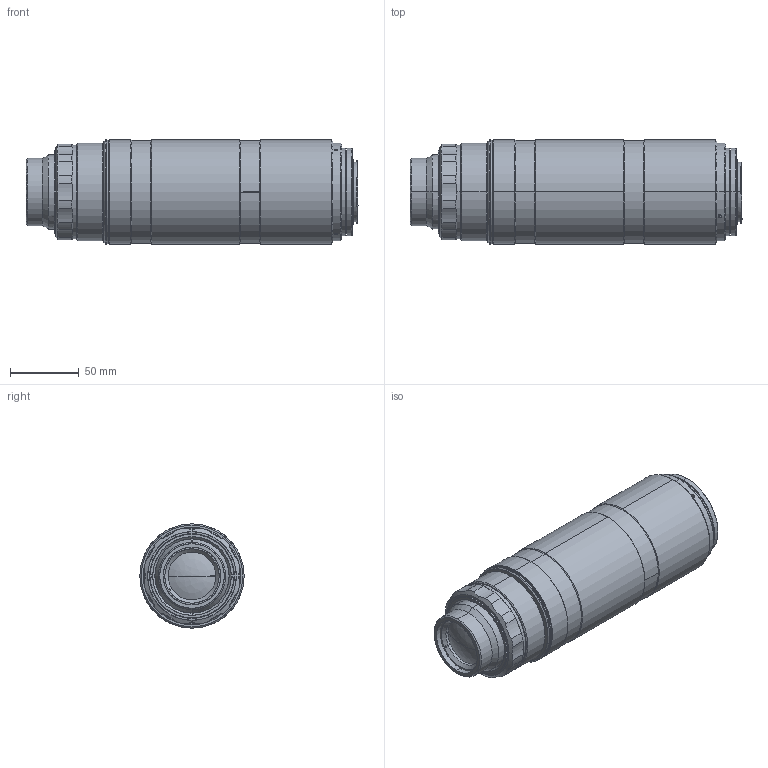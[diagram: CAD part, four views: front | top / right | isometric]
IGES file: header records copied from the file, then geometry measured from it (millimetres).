
Start section: SolidWorks IGES file using analytic representation for surfaces
Global section: file name: DP22544-B_MC12K200X-F.igs; native system: SolidWorks 2021; preprocessor: SolidWorks 2021; author: lrizzotto; date: 211223.115130; units: millimetre
Bounding box: 242.2 x 76 x 76 mm (x, y, z)
Surface area: 109251.3 mm2 (no closed solid volume)
Topology: 0 solids, 0 shells, 168 faces, 3589 edges, 3588 vertices
Faces by surface type: revolution 133, bspline 35
